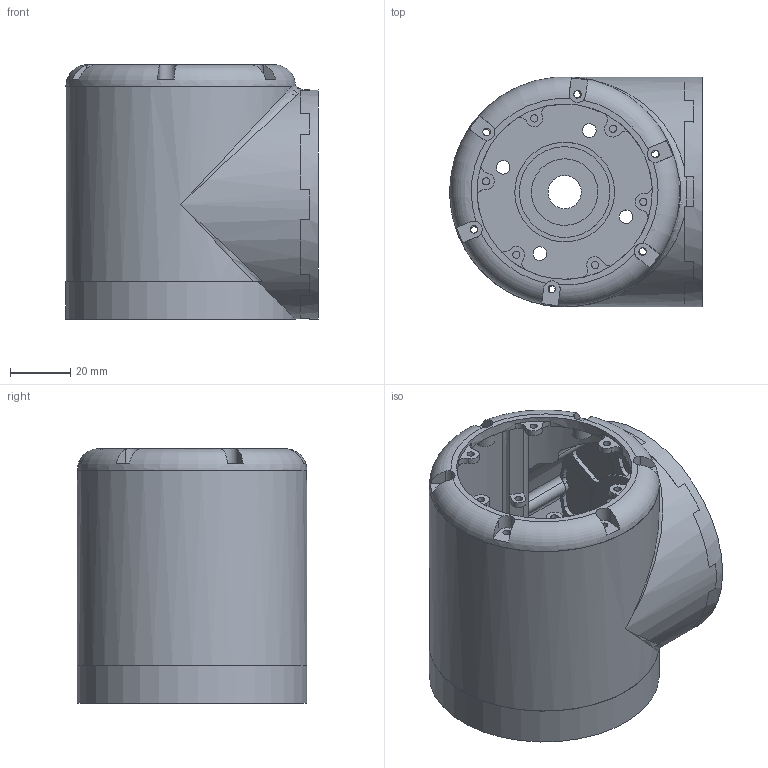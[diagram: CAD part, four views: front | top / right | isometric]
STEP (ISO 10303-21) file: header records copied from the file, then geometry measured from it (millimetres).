
FILE_DESCRIPTION(/* description */ ('Alibre Inc.'),/* implementation_level */ '2;1');
FILE_NAME(/* name */ 'export-FD2AD544-8354-4FD6-B575-DD356F83DE31',/* time_stamp */ '2021-03-29T08:43:14-04:00',/* author */ (''),/* organization */ (''),/* preprocessor_version */ 'ST-DEVELOPER v17',/* originating_system */ 'Alibre',/* authorisation */ '');
FILE_SCHEMA (('CONFIG_CONTROL_DESIGN'));
Length unit declared in the file: centimetre
Bounding box: 83.5 x 76 x 84.2 mm (x, y, z)
Volume: 73778.1 mm3; surface area: 66699.7 mm2
Topology: 4 solids, 4 shells, 516 faces, 1485 edges, 979 vertices
Faces by surface type: cylinder 287, plane 132, bspline 71, cone 18, torus 8
Full cylindrical faces by diameter (mm): 1.6 x8, 2.4 x6, 2.5 x25, 3.5 x6, 4.5 x16, 5.5 x6, 11 x1, 13.6 x1, 22 x1, 30 x1, 33 x1, 40 x1, 58 x1, 73 x1, 76 x2
Entity records: 29932 total; most frequent: CARTESIAN_POINT 16735, ORIENTED_EDGE 2778, DIRECTION 2393, EDGE_CURVE 1389, AXIS2_PLACEMENT_3D 1065, VERTEX_POINT 952, EDGE_LOOP 717, FACE_BOUND 717
